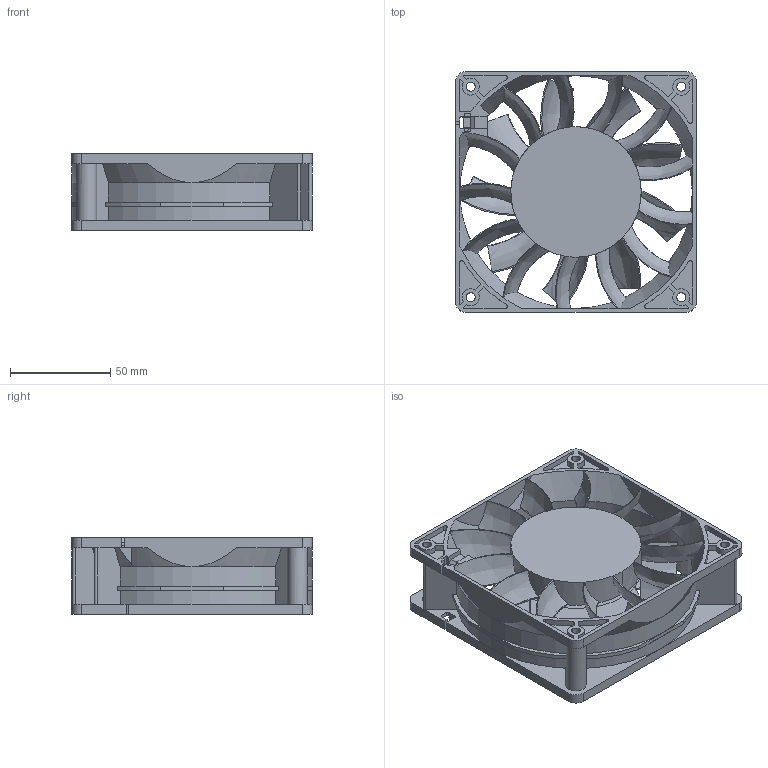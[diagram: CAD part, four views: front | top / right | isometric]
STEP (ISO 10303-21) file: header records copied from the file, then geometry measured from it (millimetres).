
FILE_DESCRIPTION((''),'2;1');
FILE_NAME('FFB1224VHE-BR00','2019-06-15T',('LIEN.CHEN'),(''),'CREO PARAMETRIC BY PTC INC, 2015080','CREO PARAMETRIC BY PTC INC, 2015080','');
FILE_SCHEMA(('CONFIG_CONTROL_DESIGN'));
Length unit declared in the file: millimetre
Products named in the file (1): FFB1224VHE-BR00
Bounding box: 120 x 120 x 38.2 mm (x, y, z)
Volume: 107905 mm3; surface area: 86102.2 mm2
Topology: 1 solids, 2 shells, 421 faces, 1284 edges, 851 vertices
Faces by surface type: plane 179, cylinder 136, bspline 75, cone 31
Entity records: 19858 total; most frequent: CARTESIAN_POINT 8908, ORIENTED_EDGE 2512, DIRECTION 2000, EDGE_CURVE 1256, VERTEX_POINT 837, AXIS2_PLACEMENT_3D 740, VECTOR 520, LINE 520
